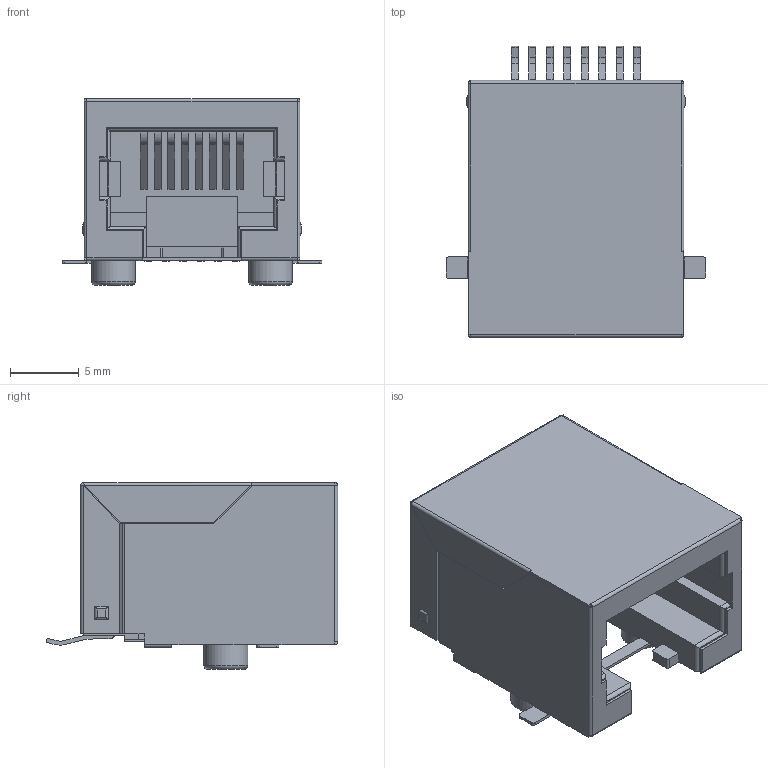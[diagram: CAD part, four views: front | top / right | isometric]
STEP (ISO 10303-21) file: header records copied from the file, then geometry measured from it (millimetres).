
FILE_DESCRIPTION( ( 'Unknown' ), '1' );
FILE_NAME( '634108185421.stp', 'Unknown', ( 'Unknown' ), ( 'Unknown' ), 'PSStep 19.0.9', 'Unknown', ' ' );
FILE_SCHEMA( ( 'AUTOMOTIVE_DESIGN { 1 0 10303 214 1 1 1 1 }' ) );
Length unit declared in the file: millimetre
Products named in the file (13): Assem1; 634108185421_Housing; 634108185421_Shelding; 634108185421_Housing2; 634108185421_Housing3; 634108185421_Pin1; 634108185421_Pin8; 634108185421_Pin2; 634108185421_Pin7; 634108185421_Pin3; 634108185421_Pin6; 634108185421_Pin4; 634108185421_Pin5
Assembly tree (12 placements, depth 2):
  Assem1
    634108185421_Housing
    634108185421_Shelding
    634108185421_Housing2
    634108185421_Housing3
    634108185421_Pin1
    634108185421_Pin8
    634108185421_Pin2
    634108185421_Pin7
    634108185421_Pin3
    634108185421_Pin6
    634108185421_Pin4
    634108185421_Pin5
Bounding box: 18.9 x 21.2 x 13.6 mm (x, y, z)
Volume: 1614.9 mm3; surface area: 5309 mm2
Topology: 12 solids, 12 shells, 805 faces, 2225 edges, 1446 vertices
Faces by surface type: plane 620, cylinder 177, bspline 6, torus 2
Full cylindrical faces by diameter (mm): 3.2 x2
Entity records: 32060 total; most frequent: CARTESIAN_POINT 4580, ORIENTED_EDGE 4442, DIRECTION 4155, EDGE_CURVE 2221, LINE 1887, VECTOR 1887, VERTEX_POINT 1446, AXIS2_PLACEMENT_3D 1134
